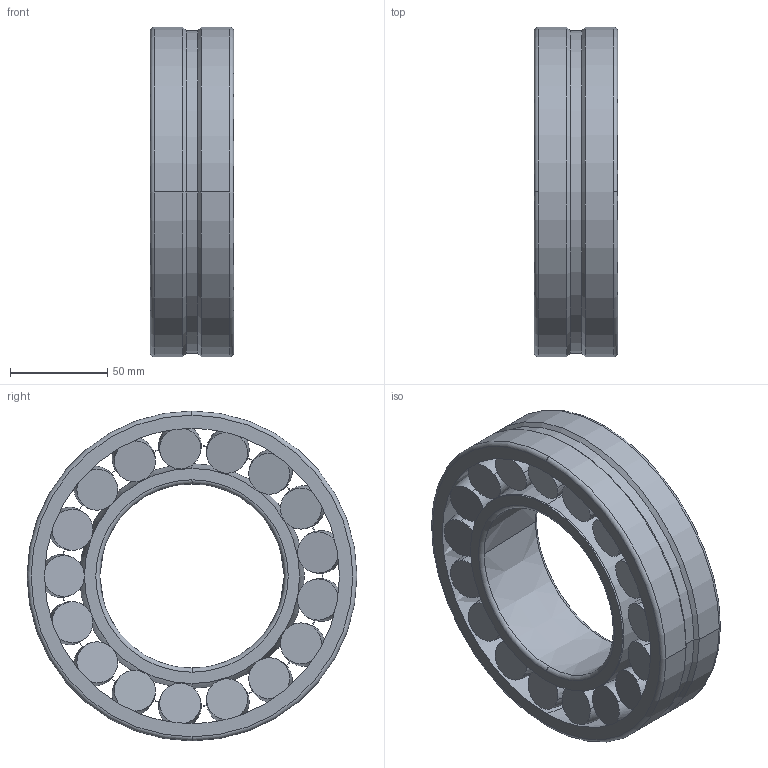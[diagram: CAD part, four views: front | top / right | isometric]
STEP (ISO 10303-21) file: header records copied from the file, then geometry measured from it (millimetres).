
FILE_DESCRIPTION(('STEP AP242'),'1');
FILE_NAME('snr_22219eakw33_2.stp','2024-09-17T08:03:47',('TraceParts'),('TraceParts S.A.'),'Spatial InterOp 3D',' ',' ');
FILE_SCHEMA(('AP242_MANAGED_MODEL_BASED_3D_ENGINEERING_MIM_LF {1 0 10303 442 1 1 4}'));
Length unit declared in the file: millimetre
Products named in the file (1): snr_22219eakw33_2_1
Bounding box: 43 x 170 x 170 mm (x, y, z)
Volume: 456153.1 mm3; surface area: 146429.1 mm2
Topology: 4 solids, 4 shells, 242 faces, 648 edges, 473 vertices
Faces by surface type: torus 152, plane 72, cylinder 10, cone 6, sphere 2
Entity records: 12148 total; most frequent: CARTESIAN_POINT 5920, DIRECTION 1351, ORIENTED_EDGE 1288, AXIS2_PLACEMENT_3D 668, EDGE_CURVE 644, VERTEX_POINT 473, CIRCLE 422, EDGE_LOOP 315
